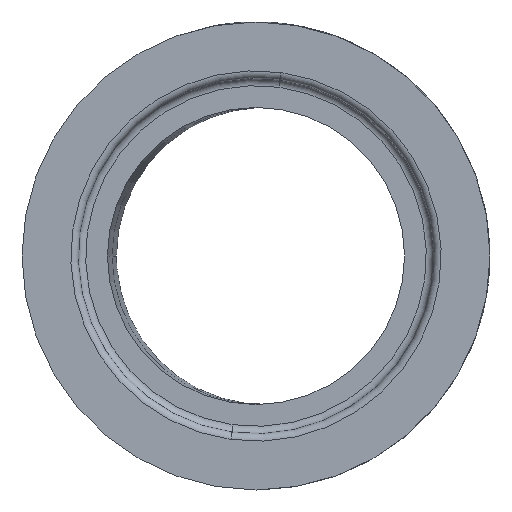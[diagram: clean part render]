
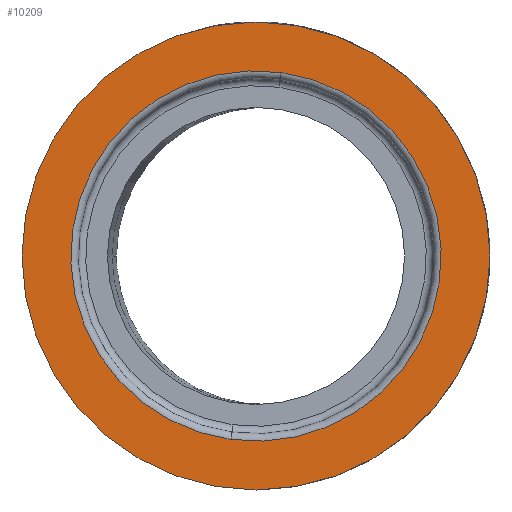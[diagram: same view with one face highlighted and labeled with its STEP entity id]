
A CAD part, front view. The second image highlights one B-rep face of the part: STEP entity #10209.
In plain terms, the highlighted planar face has unit normal (0, -1, 0).
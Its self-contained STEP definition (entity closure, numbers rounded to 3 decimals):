
#219 = DIRECTION ( 'NONE',  ( 0., 1., 0. ) ) ;
#756 = EDGE_LOOP ( 'NONE', ( #9618, #12063 ) ) ;
#955 = AXIS2_PLACEMENT_3D ( 'NONE', #13268, #219, #9024 ) ;
#1015 = VERTEX_POINT ( 'NONE', #4147 ) ;
#1180 = CIRCLE ( 'NONE', #3934, 315. ) ;
#1413 = CIRCLE ( 'NONE', #9191, 249.3 ) ;
#2154 = FACE_OUTER_BOUND ( 'NONE', #11903, .T. ) ;
#2211 = CARTESIAN_POINT ( 'NONE',  ( 0., -85., 0. ) ) ;
#3159 = DIRECTION ( 'NONE',  ( -0.135, 0., -0.991 ) ) ;
#3245 = CIRCLE ( 'NONE', #11940, 315. ) ;
#3854 = CARTESIAN_POINT ( 'NONE',  ( 0., -85., 315. ) ) ;
#3934 = AXIS2_PLACEMENT_3D ( 'NONE', #8140, #12518, #10351 ) ;
#4147 = CARTESIAN_POINT ( 'NONE',  ( 33.581, -85., 247.028 ) ) ;
#4242 = CARTESIAN_POINT ( 'NONE',  ( 0., -85., 0. ) ) ;
#4437 = DIRECTION ( 'NONE',  ( 0., -1., 0. ) ) ;
#4534 = VERTEX_POINT ( 'NONE', #8519 ) ;
#4597 = DIRECTION ( 'NONE',  ( 0., -1., 0. ) ) ;
#4957 = EDGE_CURVE ( 'NONE', #5046, #13154, #1180, .T. ) ;
#5046 = VERTEX_POINT ( 'NONE', #3854 ) ;
#5088 = AXIS2_PLACEMENT_3D ( 'NONE', #7749, #4597, #11103 ) ;
#5622 = EDGE_CURVE ( 'NONE', #1015, #4534, #1413, .T. ) ;
#5818 = ORIENTED_EDGE ( 'NONE', *, *, #4957, .T. ) ;
#7602 = ORIENTED_EDGE ( 'NONE', *, *, #12192, .T. ) ;
#7749 = CARTESIAN_POINT ( 'NONE',  ( 0., -85., 0. ) ) ;
#8140 = CARTESIAN_POINT ( 'NONE',  ( 0., -85., 0. ) ) ;
#8519 = CARTESIAN_POINT ( 'NONE',  ( -33.581, -85., -247.028 ) ) ;
#8873 = DIRECTION ( 'NONE',  ( 0., 0., -1. ) ) ;
#9024 = DIRECTION ( 'NONE',  ( -0.135, 0., -0.991 ) ) ;
#9191 = AXIS2_PLACEMENT_3D ( 'NONE', #4242, #10880, #3159 ) ;
#9618 = ORIENTED_EDGE ( 'NONE', *, *, #13539, .T. ) ;
#10209 = ADVANCED_FACE ( 'NONE', ( #12111, #2154 ), #12040, .T. ) ;
#10351 = DIRECTION ( 'NONE',  ( 0., 0., -1. ) ) ;
#10880 = DIRECTION ( 'NONE',  ( 0., 1., 0. ) ) ;
#11103 = DIRECTION ( 'NONE',  ( 0., 0., -1. ) ) ;
#11248 = CIRCLE ( 'NONE', #955, 249.3 ) ;
#11435 = CARTESIAN_POINT ( 'NONE',  ( 0., -85., -315. ) ) ;
#11903 = EDGE_LOOP ( 'NONE', ( #5818, #7602 ) ) ;
#11940 = AXIS2_PLACEMENT_3D ( 'NONE', #2211, #4437, #8873 ) ;
#12040 = PLANE ( 'NONE',  #5088 ) ;
#12063 = ORIENTED_EDGE ( 'NONE', *, *, #5622, .T. ) ;
#12111 = FACE_BOUND ( 'NONE', #756, .T. ) ;
#12192 = EDGE_CURVE ( 'NONE', #13154, #5046, #3245, .T. ) ;
#12518 = DIRECTION ( 'NONE',  ( 0., -1., 0. ) ) ;
#13154 = VERTEX_POINT ( 'NONE', #11435 ) ;
#13268 = CARTESIAN_POINT ( 'NONE',  ( 0., -85., 0. ) ) ;
#13539 = EDGE_CURVE ( 'NONE', #4534, #1015, #11248, .T. ) ;
